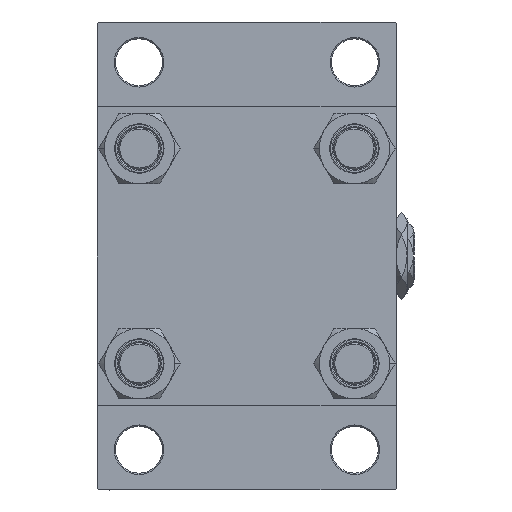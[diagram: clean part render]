
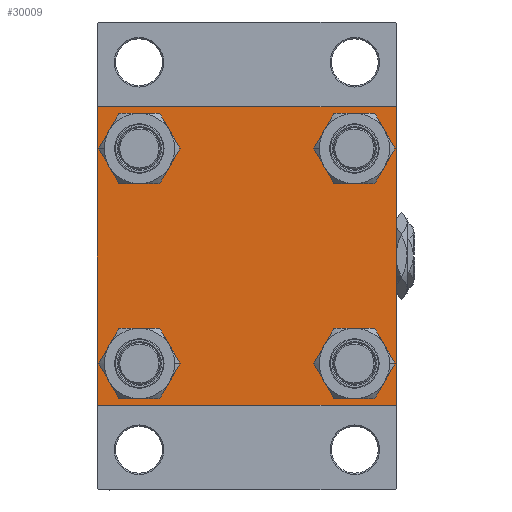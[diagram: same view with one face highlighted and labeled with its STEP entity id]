
A CAD part, left-side view. The second image highlights one B-rep face of the part: STEP entity #30009.
In plain terms, the highlighted planar face has unit normal (-1, 0, 0).
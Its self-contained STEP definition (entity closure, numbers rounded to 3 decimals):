
#465 = DIRECTION ( 'NONE',  ( 0., -0.707, -0.707 ) ) ;
#497 = CARTESIAN_POINT ( 'NONE',  ( 0., -41.35, 49.85 ) ) ;
#602 = FACE_BOUND ( 'NONE', #27871, .T. ) ;
#689 = CARTESIAN_POINT ( 'NONE',  ( 0., -41.35, -32.85 ) ) ;
#898 = VERTEX_POINT ( 'NONE', #32532 ) ;
#1247 = EDGE_CURVE ( 'NONE', #25741, #9052, #21028, .T. ) ;
#1367 = EDGE_CURVE ( 'NONE', #12448, #45547, #23498, .T. ) ;
#2078 = VERTEX_POINT ( 'NONE', #689 ) ;
#2520 = ORIENTED_EDGE ( 'NONE', *, *, #1367, .T. ) ;
#2535 = EDGE_CURVE ( 'NONE', #28813, #26452, #30173, .T. ) ;
#2676 = ORIENTED_EDGE ( 'NONE', *, *, #34652, .F. ) ;
#3985 = EDGE_CURVE ( 'NONE', #15498, #33431, #11160, .T. ) ;
#4065 = DIRECTION ( 'NONE',  ( 0., -0.707, 0.707 ) ) ;
#4856 = DIRECTION ( 'NONE',  ( 1., 0., 0. ) ) ;
#6577 = DIRECTION ( 'NONE',  ( 0., 0., 1. ) ) ;
#6888 = AXIS2_PLACEMENT_3D ( 'NONE', #38170, #26549, #42209 ) ;
#7072 = CARTESIAN_POINT ( 'NONE',  ( 0., 41.35, -41.35 ) ) ;
#7943 = DIRECTION ( 'NONE',  ( -1., 0., 0. ) ) ;
#8444 = FACE_BOUND ( 'NONE', #10647, .T. ) ;
#8935 = PLANE ( 'NONE',  #10451 ) ;
#9052 = VERTEX_POINT ( 'NONE', #27055 ) ;
#9199 = EDGE_CURVE ( 'NONE', #45547, #12448, #14962, .T. ) ;
#9377 = CARTESIAN_POINT ( 'NONE',  ( 0., 57., 57.5 ) ) ;
#9401 = AXIS2_PLACEMENT_3D ( 'NONE', #7072, #22976, #6577 ) ;
#9756 = LINE ( 'NONE', #25625, #17067 ) ;
#10451 = AXIS2_PLACEMENT_3D ( 'NONE', #12244, #7943, #47304 ) ;
#10618 = CARTESIAN_POINT ( 'NONE',  ( 0., 41.35, 41.35 ) ) ;
#10647 = EDGE_LOOP ( 'NONE', ( #16963, #22523 ) ) ;
#10732 = CIRCLE ( 'NONE', #46231, 8.5 ) ;
#11011 = EDGE_CURVE ( 'NONE', #40197, #48433, #15038, .T. ) ;
#11082 = EDGE_LOOP ( 'NONE', ( #2520, #12209 ) ) ;
#11160 = LINE ( 'NONE', #30326, #45417 ) ;
#11279 = ORIENTED_EDGE ( 'NONE', *, *, #41627, .T. ) ;
#11531 = VERTEX_POINT ( 'NONE', #17510 ) ;
#11649 = AXIS2_PLACEMENT_3D ( 'NONE', #10618, #34345, #45192 ) ;
#11670 = CARTESIAN_POINT ( 'NONE',  ( 0., 41.35, -32.85 ) ) ;
#11817 = EDGE_CURVE ( 'NONE', #26452, #28813, #36018, .T. ) ;
#12209 = ORIENTED_EDGE ( 'NONE', *, *, #9199, .T. ) ;
#12244 = CARTESIAN_POINT ( 'NONE',  ( 0., 0., 0. ) ) ;
#12448 = VERTEX_POINT ( 'NONE', #497 ) ;
#12699 = AXIS2_PLACEMENT_3D ( 'NONE', #48258, #44958, #36649 ) ;
#13910 = LINE ( 'NONE', #47752, #46800 ) ;
#14479 = VECTOR ( 'NONE', #24645, 1000. ) ;
#14962 = CIRCLE ( 'NONE', #6888, 8.5 ) ;
#15038 = CIRCLE ( 'NONE', #9401, 8.5 ) ;
#15088 = CARTESIAN_POINT ( 'NONE',  ( 0., -57.25, 57.25 ) ) ;
#15095 = ORIENTED_EDGE ( 'NONE', *, *, #22536, .F. ) ;
#15334 = EDGE_CURVE ( 'NONE', #24310, #898, #38316, .T. ) ;
#15498 = VERTEX_POINT ( 'NONE', #46653 ) ;
#15566 = CARTESIAN_POINT ( 'NONE',  ( 0., 57.5, -57. ) ) ;
#16089 = LINE ( 'NONE', #27442, #14479 ) ;
#16858 = CARTESIAN_POINT ( 'NONE',  ( 0., 41.35, 32.85 ) ) ;
#16963 = ORIENTED_EDGE ( 'NONE', *, *, #11817, .T. ) ;
#17067 = VECTOR ( 'NONE', #41028, 1000. ) ;
#17170 = CIRCLE ( 'NONE', #42194, 8.5 ) ;
#17510 = CARTESIAN_POINT ( 'NONE',  ( 0., 57., -57.5 ) ) ;
#17927 = LINE ( 'NONE', #44947, #38721 ) ;
#18384 = VERTEX_POINT ( 'NONE', #38738 ) ;
#18472 = CARTESIAN_POINT ( 'NONE',  ( 0., -41.35, 41.35 ) ) ;
#18616 = CARTESIAN_POINT ( 'NONE',  ( 0., -41.35, -41.35 ) ) ;
#18984 = ORIENTED_EDGE ( 'NONE', *, *, #3985, .T. ) ;
#19998 = CARTESIAN_POINT ( 'NONE',  ( 0., -41.35, -41.35 ) ) ;
#20246 = DIRECTION ( 'NONE',  ( 1., 0., 0. ) ) ;
#20982 = CARTESIAN_POINT ( 'NONE',  ( 0., 41.35, -41.35 ) ) ;
#21028 = LINE ( 'NONE', #25310, #29928 ) ;
#21965 = EDGE_CURVE ( 'NONE', #11531, #15498, #16089, .T. ) ;
#22523 = ORIENTED_EDGE ( 'NONE', *, *, #2535, .T. ) ;
#22536 = EDGE_CURVE ( 'NONE', #24310, #33431, #13910, .T. ) ;
#22658 = EDGE_CURVE ( 'NONE', #9052, #24058, #17927, .T. ) ;
#22976 = DIRECTION ( 'NONE',  ( 1., 0., 0. ) ) ;
#23498 = CIRCLE ( 'NONE', #29143, 8.5 ) ;
#24058 = VERTEX_POINT ( 'NONE', #15566 ) ;
#24310 = VERTEX_POINT ( 'NONE', #49826 ) ;
#24527 = DIRECTION ( 'NONE',  ( 0., 0., -1. ) ) ;
#24645 = DIRECTION ( 'NONE',  ( 0., -1., 0. ) ) ;
#25027 = DIRECTION ( 'NONE',  ( 0., 0., 1. ) ) ;
#25255 = ORIENTED_EDGE ( 'NONE', *, *, #11011, .T. ) ;
#25310 = CARTESIAN_POINT ( 'NONE',  ( 0., 57.25, 57.25 ) ) ;
#25625 = CARTESIAN_POINT ( 'NONE',  ( 0., 57.5, 57.5 ) ) ;
#25741 = VERTEX_POINT ( 'NONE', #9377 ) ;
#25981 = CARTESIAN_POINT ( 'NONE',  ( 0., -57.5, -57. ) ) ;
#26452 = VERTEX_POINT ( 'NONE', #43248 ) ;
#26549 = DIRECTION ( 'NONE',  ( 1., 0., 0. ) ) ;
#26567 = ORIENTED_EDGE ( 'NONE', *, *, #1247, .T. ) ;
#27055 = CARTESIAN_POINT ( 'NONE',  ( 0., 57.5, 57. ) ) ;
#27106 = FACE_OUTER_BOUND ( 'NONE', #28521, .T. ) ;
#27361 = FACE_BOUND ( 'NONE', #36008, .T. ) ;
#27442 = CARTESIAN_POINT ( 'NONE',  ( 0., 57.5, -57.5 ) ) ;
#27871 = EDGE_LOOP ( 'NONE', ( #42954, #25255 ) ) ;
#28521 = EDGE_LOOP ( 'NONE', ( #30236, #45695, #37203, #18984, #15095, #42729, #2676, #26567 ) ) ;
#28813 = VERTEX_POINT ( 'NONE', #16858 ) ;
#29143 = AXIS2_PLACEMENT_3D ( 'NONE', #18472, #38175, #29837 ) ;
#29837 = DIRECTION ( 'NONE',  ( 0., 0., 1. ) ) ;
#29928 = VECTOR ( 'NONE', #44011, 1000. ) ;
#30009 = ADVANCED_FACE ( 'NONE', ( #39481, #27361, #602, #8444, #27106 ), #8935, .T. ) ;
#30173 = CIRCLE ( 'NONE', #11649, 8.5 ) ;
#30236 = ORIENTED_EDGE ( 'NONE', *, *, #22658, .T. ) ;
#30326 = CARTESIAN_POINT ( 'NONE',  ( 0., -57.25, -57.25 ) ) ;
#30530 = VECTOR ( 'NONE', #41598, 1000. ) ;
#30717 = ORIENTED_EDGE ( 'NONE', *, *, #40827, .T. ) ;
#32532 = CARTESIAN_POINT ( 'NONE',  ( 0., -57., 57.5 ) ) ;
#33431 = VERTEX_POINT ( 'NONE', #25981 ) ;
#33938 = AXIS2_PLACEMENT_3D ( 'NONE', #20982, #4856, #25027 ) ;
#34032 = DIRECTION ( 'NONE',  ( 1., 0., 0. ) ) ;
#34345 = DIRECTION ( 'NONE',  ( 1., 0., 0. ) ) ;
#34652 = EDGE_CURVE ( 'NONE', #25741, #898, #9756, .T. ) ;
#35057 = CARTESIAN_POINT ( 'NONE',  ( 0., 57.25, -57.25 ) ) ;
#35465 = EDGE_CURVE ( 'NONE', #48433, #40197, #42937, .T. ) ;
#35853 = VECTOR ( 'NONE', #465, 1000. ) ;
#36008 = EDGE_LOOP ( 'NONE', ( #30717, #11279 ) ) ;
#36018 = CIRCLE ( 'NONE', #12699, 8.5 ) ;
#36649 = DIRECTION ( 'NONE',  ( 0., 0., 1. ) ) ;
#37203 = ORIENTED_EDGE ( 'NONE', *, *, #21965, .T. ) ;
#38170 = CARTESIAN_POINT ( 'NONE',  ( 0., -41.35, 41.35 ) ) ;
#38175 = DIRECTION ( 'NONE',  ( 1., 0., 0. ) ) ;
#38316 = LINE ( 'NONE', #15088, #30530 ) ;
#38721 = VECTOR ( 'NONE', #49732, 1000. ) ;
#38738 = CARTESIAN_POINT ( 'NONE',  ( 0., -41.35, -49.85 ) ) ;
#39481 = FACE_BOUND ( 'NONE', #11082, .T. ) ;
#40197 = VERTEX_POINT ( 'NONE', #46007 ) ;
#40827 = EDGE_CURVE ( 'NONE', #2078, #18384, #17170, .T. ) ;
#41028 = DIRECTION ( 'NONE',  ( 0., -1., 0. ) ) ;
#41598 = DIRECTION ( 'NONE',  ( 0., 0.707, 0.707 ) ) ;
#41627 = EDGE_CURVE ( 'NONE', #18384, #2078, #10732, .T. ) ;
#42194 = AXIS2_PLACEMENT_3D ( 'NONE', #19998, #20246, #42734 ) ;
#42209 = DIRECTION ( 'NONE',  ( 0., 0., 1. ) ) ;
#42729 = ORIENTED_EDGE ( 'NONE', *, *, #15334, .T. ) ;
#42734 = DIRECTION ( 'NONE',  ( 0., 0., 1. ) ) ;
#42937 = CIRCLE ( 'NONE', #33938, 8.5 ) ;
#42954 = ORIENTED_EDGE ( 'NONE', *, *, #35465, .T. ) ;
#43248 = CARTESIAN_POINT ( 'NONE',  ( 0., 41.35, 49.85 ) ) ;
#44011 = DIRECTION ( 'NONE',  ( 0., 0.707, -0.707 ) ) ;
#44702 = EDGE_CURVE ( 'NONE', #24058, #11531, #49438, .T. ) ;
#44947 = CARTESIAN_POINT ( 'NONE',  ( 0., 57.5, 57.5 ) ) ;
#44958 = DIRECTION ( 'NONE',  ( 1., 0., 0. ) ) ;
#45192 = DIRECTION ( 'NONE',  ( 0., 0., 1. ) ) ;
#45417 = VECTOR ( 'NONE', #4065, 1000. ) ;
#45547 = VERTEX_POINT ( 'NONE', #47785 ) ;
#45695 = ORIENTED_EDGE ( 'NONE', *, *, #44702, .T. ) ;
#46007 = CARTESIAN_POINT ( 'NONE',  ( 0., 41.35, -49.85 ) ) ;
#46231 = AXIS2_PLACEMENT_3D ( 'NONE', #18616, #34032, #46902 ) ;
#46653 = CARTESIAN_POINT ( 'NONE',  ( 0., -57., -57.5 ) ) ;
#46800 = VECTOR ( 'NONE', #24527, 1000. ) ;
#46902 = DIRECTION ( 'NONE',  ( 0., 0., 1. ) ) ;
#47304 = DIRECTION ( 'NONE',  ( 0., 0., 1. ) ) ;
#47752 = CARTESIAN_POINT ( 'NONE',  ( 0., -57.5, 57.5 ) ) ;
#47785 = CARTESIAN_POINT ( 'NONE',  ( 0., -41.35, 32.85 ) ) ;
#48258 = CARTESIAN_POINT ( 'NONE',  ( 0., 41.35, 41.35 ) ) ;
#48433 = VERTEX_POINT ( 'NONE', #11670 ) ;
#49438 = LINE ( 'NONE', #35057, #35853 ) ;
#49732 = DIRECTION ( 'NONE',  ( 0., 0., -1. ) ) ;
#49826 = CARTESIAN_POINT ( 'NONE',  ( 0., -57.5, 57. ) ) ;
